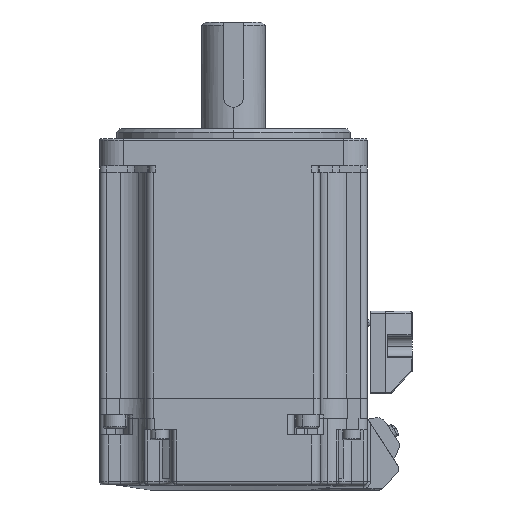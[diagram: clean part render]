
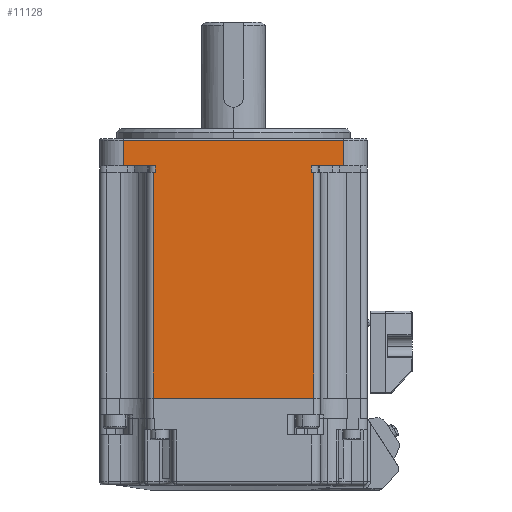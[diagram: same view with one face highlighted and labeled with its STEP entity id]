
A CAD part, left-side view. The second image highlights one B-rep face of the part: STEP entity #11128.
In plain terms, the highlighted planar face has unit normal (-1, 0, 0).
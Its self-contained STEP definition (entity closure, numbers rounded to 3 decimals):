
#35 = PLANE ( 'NONE',  #23421 ) ;
#65 = VECTOR ( 'NONE', #16556, 1000. ) ;
#97 = CARTESIAN_POINT ( 'NONE',  ( -67.793, -14.636, 21.75 ) ) ;
#167 = CARTESIAN_POINT ( 'NONE',  ( -67.793, -14.636, -56.25 ) ) ;
#194 = VERTEX_POINT ( 'NONE', #167 ) ;
#219 = DIRECTION ( 'NONE',  ( 0., 1., 0. ) ) ;
#477 = ORIENTED_EDGE ( 'NONE', *, *, #3245, .F. ) ;
#567 = ORIENTED_EDGE ( 'NONE', *, *, #9990, .T. ) ;
#799 = FACE_OUTER_BOUND ( 'NONE', #22726, .T. ) ;
#801 = CARTESIAN_POINT ( 'NONE',  ( -67.793, 32.684, 13.25 ) ) ;
#871 = ORIENTED_EDGE ( 'NONE', *, *, #25055, .T. ) ;
#1663 = LINE ( 'NONE', #97, #18856 ) ;
#1849 = EDGE_CURVE ( 'NONE', #24589, #20554, #24621, .T. ) ;
#2665 = CARTESIAN_POINT ( 'NONE',  ( -67.793, -23.636, 20.75 ) ) ;
#3245 = EDGE_CURVE ( 'NONE', #5544, #15887, #20249, .T. ) ;
#3310 = VERTEX_POINT ( 'NONE', #2665 ) ;
#3609 = CARTESIAN_POINT ( 'NONE',  ( -67.793, 33.364, -57.75 ) ) ;
#4800 = VERTEX_POINT ( 'NONE', #8707 ) ;
#4829 = CARTESIAN_POINT ( 'NONE',  ( -67.793, -13.956, 13.25 ) ) ;
#4852 = CARTESIAN_POINT ( 'NONE',  ( -67.793, -23.636, 13.25 ) ) ;
#5529 = VECTOR ( 'NONE', #24190, 1000. ) ;
#5544 = VERTEX_POINT ( 'NONE', #801 ) ;
#5739 = LINE ( 'NONE', #7441, #10648 ) ;
#5832 = DIRECTION ( 'NONE',  ( 0., 0., -1. ) ) ;
#5894 = VERTEX_POINT ( 'NONE', #10844 ) ;
#6006 = LINE ( 'NONE', #3609, #23856 ) ;
#6181 = ORIENTED_EDGE ( 'NONE', *, *, #21139, .F. ) ;
#6425 = VECTOR ( 'NONE', #23588, 1000. ) ;
#7024 = EDGE_CURVE ( 'NONE', #14681, #24589, #15981, .T. ) ;
#7441 = CARTESIAN_POINT ( 'NONE',  ( -67.793, 34.684, 11.25 ) ) ;
#7545 = LINE ( 'NONE', #13087, #15459 ) ;
#7678 = VECTOR ( 'NONE', #219, 1000. ) ;
#7859 = LINE ( 'NONE', #23156, #18128 ) ;
#7990 = ORIENTED_EDGE ( 'NONE', *, *, #15946, .T. ) ;
#8212 = EDGE_CURVE ( 'NONE', #17263, #27171, #6006, .T. ) ;
#8707 = CARTESIAN_POINT ( 'NONE',  ( -67.793, 32.684, 11.25 ) ) ;
#9568 = CARTESIAN_POINT ( 'NONE',  ( -67.793, -30.636, -56.25 ) ) ;
#9836 = DIRECTION ( 'NONE',  ( 0., 1., 0. ) ) ;
#9990 = EDGE_CURVE ( 'NONE', #5544, #4800, #7545, .T. ) ;
#10224 = ORIENTED_EDGE ( 'NONE', *, *, #18457, .T. ) ;
#10338 = CARTESIAN_POINT ( 'NONE',  ( -67.793, -13.956, 13.25 ) ) ;
#10576 = CARTESIAN_POINT ( 'NONE',  ( -67.793, 42.364, 21.75 ) ) ;
#10598 = ORIENTED_EDGE ( 'NONE', *, *, #8212, .T. ) ;
#10648 = VECTOR ( 'NONE', #9836, 1000. ) ;
#10844 = CARTESIAN_POINT ( 'NONE',  ( -67.793, 42.364, 20.75 ) ) ;
#11128 = ADVANCED_FACE ( 'NONE', ( #799 ), #35, .F. ) ;
#12318 = DIRECTION ( 'NONE',  ( 0., 1., 0. ) ) ;
#12590 = CARTESIAN_POINT ( 'NONE',  ( -67.793, -30.636, 21.75 ) ) ;
#12647 = VERTEX_POINT ( 'NONE', #4852 ) ;
#13087 = CARTESIAN_POINT ( 'NONE',  ( -67.793, 32.684, 11.25 ) ) ;
#14286 = ORIENTED_EDGE ( 'NONE', *, *, #15206, .T. ) ;
#14681 = VERTEX_POINT ( 'NONE', #20246 ) ;
#14989 = CARTESIAN_POINT ( 'NONE',  ( -67.793, 9.364, 13.25 ) ) ;
#15206 = EDGE_CURVE ( 'NONE', #4800, #17263, #5739, .T. ) ;
#15239 = DIRECTION ( 'NONE',  ( 0., 1., 0. ) ) ;
#15459 = VECTOR ( 'NONE', #19069, 1000. ) ;
#15779 = LINE ( 'NONE', #9568, #5529 ) ;
#15887 = VERTEX_POINT ( 'NONE', #25315 ) ;
#15946 = EDGE_CURVE ( 'NONE', #3310, #5894, #18920, .T. ) ;
#15981 = LINE ( 'NONE', #16188, #65 ) ;
#16105 = VECTOR ( 'NONE', #21294, 1000. ) ;
#16188 = CARTESIAN_POINT ( 'NONE',  ( -67.793, -23.636, 11.25 ) ) ;
#16556 = DIRECTION ( 'NONE',  ( 0., 1., 0. ) ) ;
#17263 = VERTEX_POINT ( 'NONE', #19985 ) ;
#17794 = VECTOR ( 'NONE', #25386, 1000. ) ;
#18019 = EDGE_CURVE ( 'NONE', #5894, #15887, #26757, .T. ) ;
#18128 = VECTOR ( 'NONE', #20866, 1000. ) ;
#18457 = EDGE_CURVE ( 'NONE', #12647, #3310, #7859, .T. ) ;
#18608 = EDGE_CURVE ( 'NONE', #12647, #20554, #18759, .T. ) ;
#18759 = LINE ( 'NONE', #14989, #16105 ) ;
#18856 = VECTOR ( 'NONE', #19340, 1000. ) ;
#18920 = LINE ( 'NONE', #21701, #20911 ) ;
#19069 = DIRECTION ( 'NONE',  ( 0., 0., -1. ) ) ;
#19340 = DIRECTION ( 'NONE',  ( 0., 0., 1. ) ) ;
#19985 = CARTESIAN_POINT ( 'NONE',  ( -67.793, 33.364, 11.25 ) ) ;
#20246 = CARTESIAN_POINT ( 'NONE',  ( -67.793, -14.636, 11.25 ) ) ;
#20249 = LINE ( 'NONE', #25584, #7678 ) ;
#20554 = VERTEX_POINT ( 'NONE', #10338 ) ;
#20782 = ORIENTED_EDGE ( 'NONE', *, *, #18608, .F. ) ;
#20866 = DIRECTION ( 'NONE',  ( 0., 0., 1. ) ) ;
#20911 = VECTOR ( 'NONE', #15239, 1000. ) ;
#21139 = EDGE_CURVE ( 'NONE', #194, #27171, #15779, .T. ) ;
#21294 = DIRECTION ( 'NONE',  ( 0., 1., 0. ) ) ;
#21701 = CARTESIAN_POINT ( 'NONE',  ( -67.793, 42.364, 20.75 ) ) ;
#21769 = CARTESIAN_POINT ( 'NONE',  ( -67.793, -13.956, 11.25 ) ) ;
#21915 = CARTESIAN_POINT ( 'NONE',  ( -67.793, 33.364, -56.25 ) ) ;
#22519 = ORIENTED_EDGE ( 'NONE', *, *, #7024, .T. ) ;
#22726 = EDGE_LOOP ( 'NONE', ( #6181, #871, #22519, #24241, #20782, #10224, #7990, #23034, #477, #567, #14286, #10598 ) ) ;
#23034 = ORIENTED_EDGE ( 'NONE', *, *, #18019, .T. ) ;
#23156 = CARTESIAN_POINT ( 'NONE',  ( -67.793, -23.636, 21.75 ) ) ;
#23421 = AXIS2_PLACEMENT_3D ( 'NONE', #12590, #25018, #12318 ) ;
#23588 = DIRECTION ( 'NONE',  ( 0., 0., 1. ) ) ;
#23856 = VECTOR ( 'NONE', #5832, 1000. ) ;
#24190 = DIRECTION ( 'NONE',  ( 0., 1., 0. ) ) ;
#24241 = ORIENTED_EDGE ( 'NONE', *, *, #1849, .T. ) ;
#24589 = VERTEX_POINT ( 'NONE', #21769 ) ;
#24621 = LINE ( 'NONE', #4829, #6425 ) ;
#25018 = DIRECTION ( 'NONE',  ( 1., 0., 0. ) ) ;
#25055 = EDGE_CURVE ( 'NONE', #194, #14681, #1663, .T. ) ;
#25315 = CARTESIAN_POINT ( 'NONE',  ( -67.793, 42.364, 13.25 ) ) ;
#25386 = DIRECTION ( 'NONE',  ( 0., 0., -1. ) ) ;
#25584 = CARTESIAN_POINT ( 'NONE',  ( -67.793, 9.364, 13.25 ) ) ;
#26757 = LINE ( 'NONE', #10576, #17794 ) ;
#27171 = VERTEX_POINT ( 'NONE', #21915 ) ;
